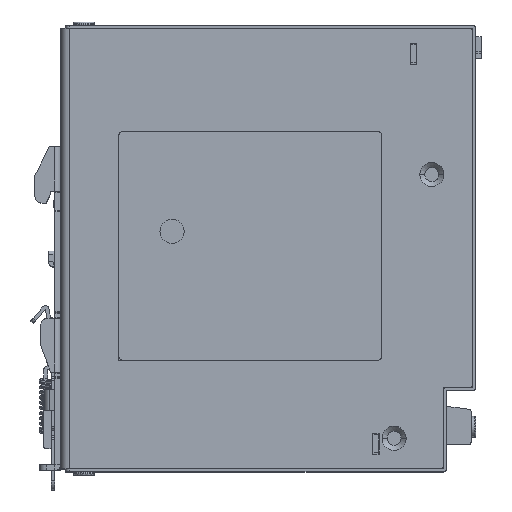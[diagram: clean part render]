
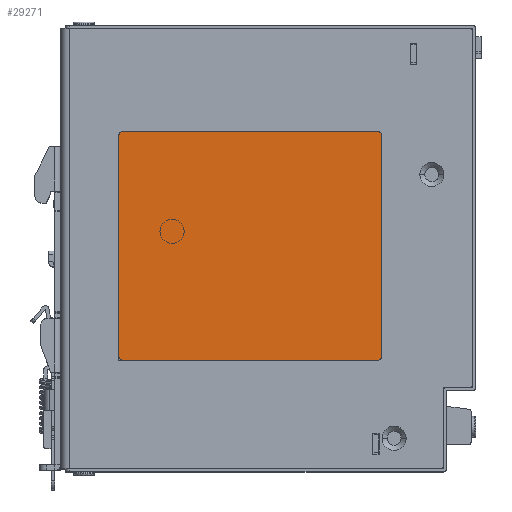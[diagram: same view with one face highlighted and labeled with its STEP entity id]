
A CAD part, top view. The second image highlights one B-rep face of the part: STEP entity #29271.
In plain terms, the highlighted planar face has unit normal (0, 0, 1).
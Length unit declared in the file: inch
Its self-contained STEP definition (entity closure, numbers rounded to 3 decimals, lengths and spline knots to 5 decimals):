
#555 = EDGE_CURVE ( 'NONE', #9330, #13809, #23133, .T. ) ;
#1442 = DIRECTION ( 'NONE',  ( 0., 1., 0. ) ) ;
#1668 = CARTESIAN_POINT ( 'NONE',  ( 0.66535, 3.62992, 0.01083 ) ) ;
#1977 = DIRECTION ( 'NONE',  ( 1., 0., 0. ) ) ;
#3943 = ORIENTED_EDGE ( 'NONE', *, *, #51295, .F. ) ;
#5405 = CARTESIAN_POINT ( 'NONE',  ( 0.66535, 3.59055, 0.01083 ) ) ;
#8819 = ORIENTED_EDGE ( 'NONE', *, *, #21260, .F. ) ;
#9330 = VERTEX_POINT ( 'NONE', #11451 ) ;
#11219 = VECTOR ( 'NONE', #13375, 39.37008 ) ;
#11404 = VERTEX_POINT ( 'NONE', #12975 ) ;
#11451 = CARTESIAN_POINT ( 'NONE',  ( 0.66535, 3.62992, 0.01083 ) ) ;
#11672 = DIRECTION ( 'NONE',  ( 0., 0., -1. ) ) ;
#12380 = CARTESIAN_POINT ( 'NONE',  ( 3.5, 1.16929, 0.01083 ) ) ;
#12975 = CARTESIAN_POINT ( 'NONE',  ( 0.66535, 1.12992, 0.01083 ) ) ;
#13375 = DIRECTION ( 'NONE',  ( 0., 1., 0. ) ) ;
#13809 = VERTEX_POINT ( 'NONE', #14757 ) ;
#14757 = CARTESIAN_POINT ( 'NONE',  ( 3.46063, 3.62992, 0.01083 ) ) ;
#15905 = CIRCLE ( 'NONE', #53471, 0.03937 ) ;
#16943 = CIRCLE ( 'NONE', #23577, 0.03937 ) ;
#17131 = CARTESIAN_POINT ( 'NONE',  ( 0.62598, 1.16929, 0.01083 ) ) ;
#17172 = ORIENTED_EDGE ( 'NONE', *, *, #47672, .F. ) ;
#17678 = VERTEX_POINT ( 'NONE', #49591 ) ;
#19183 = ORIENTED_EDGE ( 'NONE', *, *, #66683, .F. ) ;
#19269 = CARTESIAN_POINT ( 'NONE',  ( 3.46063, 1.16929, 0.01083 ) ) ;
#19319 = VERTEX_POINT ( 'NONE', #19417 ) ;
#19417 = CARTESIAN_POINT ( 'NONE',  ( 3.46063, 1.12992, 0.01083 ) ) ;
#19914 = DIRECTION ( 'NONE',  ( 0., -1., 0. ) ) ;
#20935 = CARTESIAN_POINT ( 'NONE',  ( 3.5, 3.59055, 0.01083 ) ) ;
#21260 = EDGE_CURVE ( 'NONE', #59682, #19319, #52028, .T. ) ;
#23133 = LINE ( 'NONE', #1668, #34215 ) ;
#23577 = AXIS2_PLACEMENT_3D ( 'NONE', #27442, #33324, #1442 ) ;
#26247 = ORIENTED_EDGE ( 'NONE', *, *, #54540, .F. ) ;
#27442 = CARTESIAN_POINT ( 'NONE',  ( 3.46063, 3.59055, 0.01083 ) ) ;
#29271 = ADVANCED_FACE ( 'NONE', ( #50668 ), #40964, .T. ) ;
#29364 = DIRECTION ( 'NONE',  ( 0., -1., 0. ) ) ;
#33324 = DIRECTION ( 'NONE',  ( 0., 0., -1. ) ) ;
#34156 = CARTESIAN_POINT ( 'NONE',  ( 0.62598, 1.16929, 0.01083 ) ) ;
#34215 = VECTOR ( 'NONE', #1977, 39.37008 ) ;
#35455 = AXIS2_PLACEMENT_3D ( 'NONE', #19269, #50084, #61163 ) ;
#37797 = LINE ( 'NONE', #46847, #59994 ) ;
#39725 = DIRECTION ( 'NONE',  ( 0., 0., -1. ) ) ;
#39827 = CIRCLE ( 'NONE', #43151, 0.03937 ) ;
#40724 = LINE ( 'NONE', #34156, #11219 ) ;
#40872 = CARTESIAN_POINT ( 'NONE',  ( 3.5, 3.59055, 0.01083 ) ) ;
#40964 = PLANE ( 'NONE',  #47156 ) ;
#43151 = AXIS2_PLACEMENT_3D ( 'NONE', #44596, #39725, #29364 ) ;
#44596 = CARTESIAN_POINT ( 'NONE',  ( 0.66535, 1.16929, 0.01083 ) ) ;
#45164 = EDGE_CURVE ( 'NONE', #48648, #17678, #40724, .T. ) ;
#46165 = DIRECTION ( 'NONE',  ( 0., 0., 1. ) ) ;
#46847 = CARTESIAN_POINT ( 'NONE',  ( 3.46063, 1.12992, 0.01083 ) ) ;
#47156 = AXIS2_PLACEMENT_3D ( 'NONE', #62104, #46165, #66967 ) ;
#47672 = EDGE_CURVE ( 'NONE', #55962, #59682, #67358, .T. ) ;
#48648 = VERTEX_POINT ( 'NONE', #17131 ) ;
#49591 = CARTESIAN_POINT ( 'NONE',  ( 0.62598, 3.59055, 0.01083 ) ) ;
#50084 = DIRECTION ( 'NONE',  ( 0., 0., -1. ) ) ;
#50668 = FACE_OUTER_BOUND ( 'NONE', #53393, .T. ) ;
#51295 = EDGE_CURVE ( 'NONE', #13809, #55962, #16943, .T. ) ;
#52028 = CIRCLE ( 'NONE', #35455, 0.03937 ) ;
#53393 = EDGE_LOOP ( 'NONE', ( #57353, #19183, #54789, #64931, #26247, #8819, #17172, #3943 ) ) ;
#53471 = AXIS2_PLACEMENT_3D ( 'NONE', #5405, #11672, #58776 ) ;
#54418 = DIRECTION ( 'NONE',  ( -1., 0., 0. ) ) ;
#54540 = EDGE_CURVE ( 'NONE', #19319, #11404, #37797, .T. ) ;
#54789 = ORIENTED_EDGE ( 'NONE', *, *, #45164, .F. ) ;
#55076 = VECTOR ( 'NONE', #19914, 39.37008 ) ;
#55962 = VERTEX_POINT ( 'NONE', #40872 ) ;
#57353 = ORIENTED_EDGE ( 'NONE', *, *, #555, .F. ) ;
#58776 = DIRECTION ( 'NONE',  ( -1., 0., 0. ) ) ;
#59682 = VERTEX_POINT ( 'NONE', #12380 ) ;
#59994 = VECTOR ( 'NONE', #54418, 39.37008 ) ;
#61163 = DIRECTION ( 'NONE',  ( 1., 0., 0. ) ) ;
#62104 = CARTESIAN_POINT ( 'NONE',  ( 3.5, 3.62992, 0.01083 ) ) ;
#64021 = EDGE_CURVE ( 'NONE', #11404, #48648, #39827, .T. ) ;
#64931 = ORIENTED_EDGE ( 'NONE', *, *, #64021, .F. ) ;
#66683 = EDGE_CURVE ( 'NONE', #17678, #9330, #15905, .T. ) ;
#66967 = DIRECTION ( 'NONE',  ( 1., 0., 0. ) ) ;
#67358 = LINE ( 'NONE', #20935, #55076 ) ;
